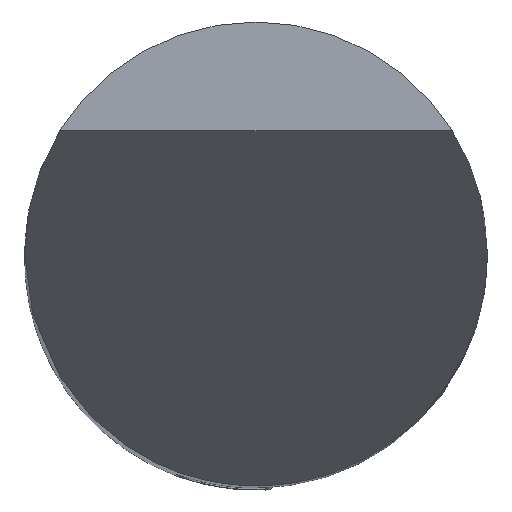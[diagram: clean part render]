
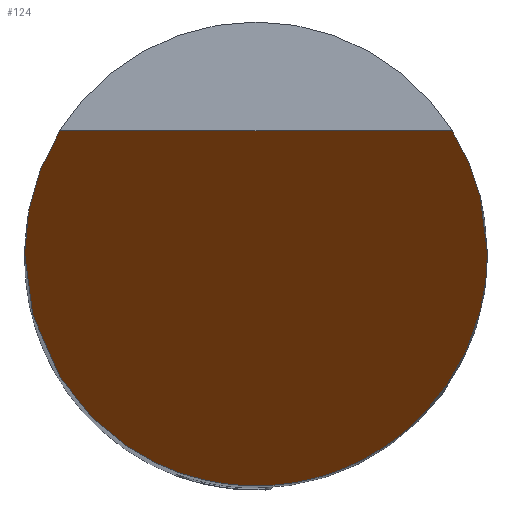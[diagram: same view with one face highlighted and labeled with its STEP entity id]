
A CAD part, top view. The second image highlights one B-rep face of the part: STEP entity #124.
In plain terms, the highlighted planar face has unit normal (0, -0.866, 0.5).
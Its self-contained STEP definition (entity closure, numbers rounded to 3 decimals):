
#124=ADVANCED_FACE('',(#196),#153,.F.);
#153=PLANE('',#933);
#196=FACE_OUTER_BOUND('',#243,.T.);
#243=EDGE_LOOP('',(#589,#590,#591,#592));
#309=LINE('',#1687,#370);
#370=VECTOR('',#1106,1.);
#589=ORIENTED_EDGE('',*,*,#774,.T.);
#590=ORIENTED_EDGE('',*,*,#795,.T.);
#591=ORIENTED_EDGE('',*,*,#776,.T.);
#592=ORIENTED_EDGE('',*,*,#824,.T.);
#676=VERTEX_POINT('',#1438);
#677=VERTEX_POINT('',#1443);
#678=VERTEX_POINT('',#1445);
#679=VERTEX_POINT('',#1450);
#774=EDGE_CURVE('',#677,#676,#845,.T.);
#776=EDGE_CURVE('',#679,#678,#846,.T.);
#795=EDGE_CURVE('',#676,#679,#849,.T.);
#824=EDGE_CURVE('',#678,#677,#309,.T.);
#845=(
BOUNDED_CURVE()
B_SPLINE_CURVE(3,(#1439,#1440,#1441,#1442),.UNSPECIFIED.,.F.,.F.)
B_SPLINE_CURVE_WITH_KNOTS((4,4),(0.,1.),.UNSPECIFIED.)
CURVE()
GEOMETRIC_REPRESENTATION_ITEM()
RATIONAL_B_SPLINE_CURVE((1.,0.974,0.974,1.))
REPRESENTATION_ITEM('')
);
#846=(
BOUNDED_CURVE()
B_SPLINE_CURVE(3,(#1446,#1447,#1448,#1449),.UNSPECIFIED.,.F.,.F.)
B_SPLINE_CURVE_WITH_KNOTS((4,4),(0.,1.),.UNSPECIFIED.)
CURVE()
GEOMETRIC_REPRESENTATION_ITEM()
RATIONAL_B_SPLINE_CURVE((1.,0.974,0.974,1.))
REPRESENTATION_ITEM('')
);
#849=(
BOUNDED_CURVE()
B_SPLINE_CURVE(3,(#1561,#1562,#1563,#1564),.UNSPECIFIED.,.F.,.F.)
B_SPLINE_CURVE_WITH_KNOTS((4,4),(0.,1.),.UNSPECIFIED.)
CURVE()
GEOMETRIC_REPRESENTATION_ITEM()
RATIONAL_B_SPLINE_CURVE((1.,0.333,0.333,1.))
REPRESENTATION_ITEM('')
);
#933=AXIS2_PLACEMENT_3D('',#1689,#1109,#1110);
#1106=DIRECTION('',(-1.,0.,0.));
#1109=DIRECTION('',(0.,0.866,-0.5));
#1110=DIRECTION('',(0.,0.5,0.866));
#1438=CARTESIAN_POINT('',(-3.,0.,0.));
#1439=CARTESIAN_POINT('',(-2.545,1.588,2.75));
#1440=CARTESIAN_POINT('',(-2.844,1.108,1.92));
#1441=CARTESIAN_POINT('',(-3.,0.565,0.979));
#1442=CARTESIAN_POINT('',(-3.,0.,0.));
#1443=CARTESIAN_POINT('',(-2.545,1.588,2.75));
#1445=CARTESIAN_POINT('',(2.545,1.588,2.75));
#1446=CARTESIAN_POINT('',(3.,0.,0.));
#1447=CARTESIAN_POINT('',(3.,0.565,0.979));
#1448=CARTESIAN_POINT('',(2.844,1.108,1.92));
#1449=CARTESIAN_POINT('',(2.545,1.588,2.75));
#1450=CARTESIAN_POINT('',(3.,0.,0.));
#1561=CARTESIAN_POINT('',(-3.,0.,0.));
#1562=CARTESIAN_POINT('',(-3.,-6.,-10.392));
#1563=CARTESIAN_POINT('',(3.,-6.,-10.392));
#1564=CARTESIAN_POINT('',(3.,0.,0.));
#1687=CARTESIAN_POINT('',(0.,1.588,2.75));
#1689=CARTESIAN_POINT('',(3.,-3.,-5.196));
